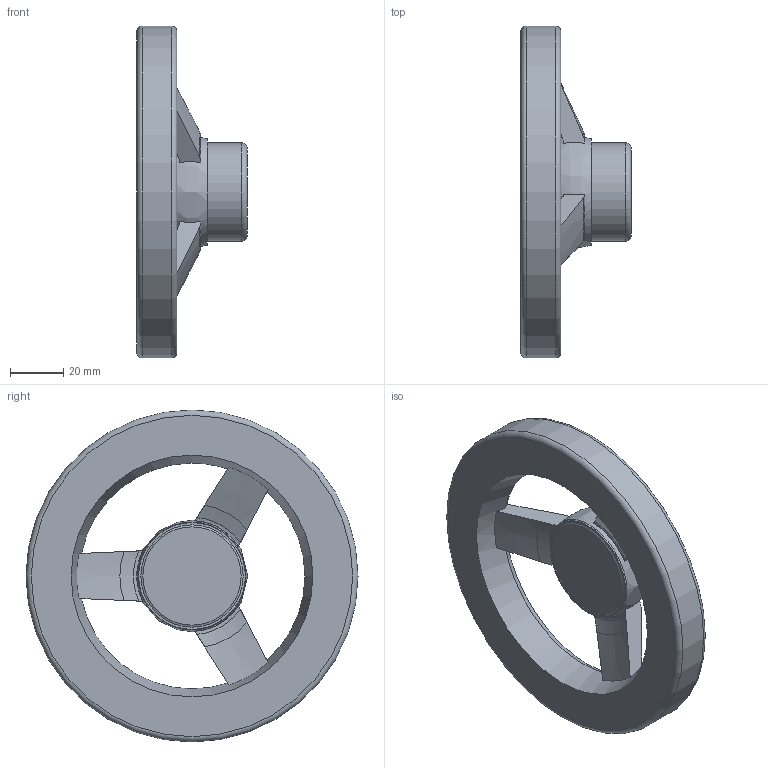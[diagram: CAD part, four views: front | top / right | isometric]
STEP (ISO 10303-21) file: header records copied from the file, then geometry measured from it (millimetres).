
FILE_DESCRIPTION(/* description */ (''),/* implementation_level */ '2;1');
FILE_NAME(/* name */ 'KBN_125.dxf',/* time_stamp */ '2012-11-23T16:01:55+08:00',/* author */ (''),/* organization */ (''),/* preprocessor_version */ 'ST-DEVELOPER v9',/* originating_system */ 'UGS - NX 4.0',/* authorisation */ '');
FILE_SCHEMA (('CONFIG_CONTROL_DESIGN'));
Length unit declared in the file: millimetre
Products named in the file (1): AdmiF3A8xkyx
Bounding box: 41.5 x 125 x 125 mm (x, y, z)
Volume: 122615.1 mm3; surface area: 30782.2 mm2
Topology: 1 solids, 1 shells, 49 faces, 131 edges, 85 vertices
Faces by surface type: plane 21, cone 14, torus 10, cylinder 2, bspline 2
Full cylindrical faces by diameter (mm): 37 x1, 125 x1
Entity records: 1674 total; most frequent: CARTESIAN_POINT 486, ORIENTED_EDGE 230, DIRECTION 208, EDGE_CURVE 115, AXIS2_PLACEMENT_3D 97, VERTEX_POINT 83, EDGE_LOOP 69, B_SPLINE_CURVE_WITH_KNOTS 52
